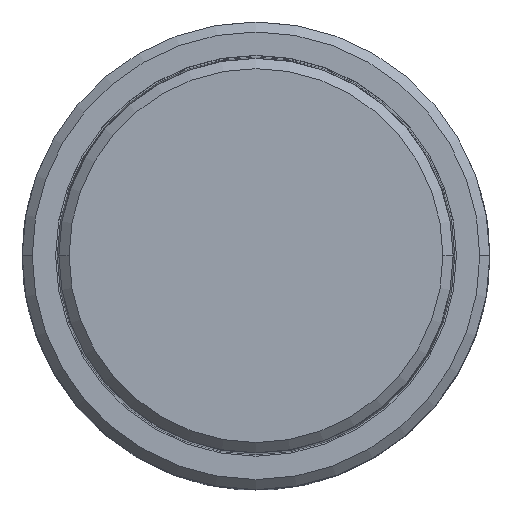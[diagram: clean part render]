
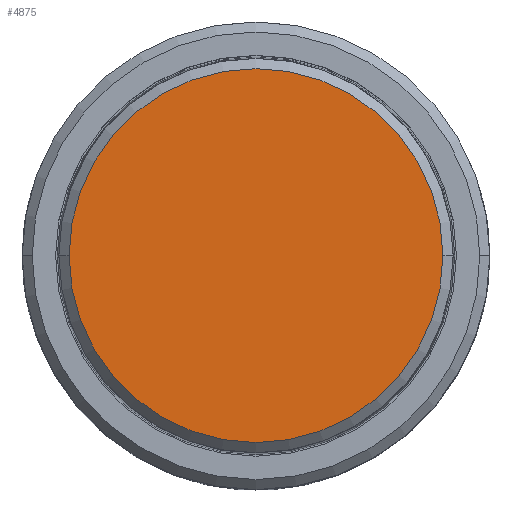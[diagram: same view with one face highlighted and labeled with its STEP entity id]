
A CAD part, top view. The second image highlights one B-rep face of the part: STEP entity #4875.
In plain terms, the highlighted planar face has unit normal (0, 0, 1).
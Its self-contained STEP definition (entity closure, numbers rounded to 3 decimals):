
#321 = PLANE ( 'NONE',  #892 ) ;
#340 = AXIS2_PLACEMENT_3D ( 'NONE', #5183, #1824, #3666 ) ;
#513 = ORIENTED_EDGE ( 'NONE', *, *, #2520, .T. ) ;
#844 = DIRECTION ( 'NONE',  ( 0., 0., 1. ) ) ;
#849 = EDGE_LOOP ( 'NONE', ( #513, #1889 ) ) ;
#892 = AXIS2_PLACEMENT_3D ( 'NONE', #2149, #4001, #5885 ) ;
#972 = CARTESIAN_POINT ( 'NONE',  ( 5.597, 0., 4.7 ) ) ;
#1276 = VERTEX_POINT ( 'NONE', #4629 ) ;
#1508 = EDGE_CURVE ( 'NONE', #3348, #1276, #2366, .T. ) ;
#1824 = DIRECTION ( 'NONE',  ( 0., 0., 1. ) ) ;
#1889 = ORIENTED_EDGE ( 'NONE', *, *, #1508, .T. ) ;
#2149 = CARTESIAN_POINT ( 'NONE',  ( -5.664, -5.664, 4.7 ) ) ;
#2366 = CIRCLE ( 'NONE', #5800, 5.597 ) ;
#2520 = EDGE_CURVE ( 'NONE', #1276, #3348, #3696, .T. ) ;
#2679 = DIRECTION ( 'NONE',  ( -1., 0., 0. ) ) ;
#3348 = VERTEX_POINT ( 'NONE', #972 ) ;
#3666 = DIRECTION ( 'NONE',  ( -1., 0., 0. ) ) ;
#3696 = CIRCLE ( 'NONE', #340, 5.597 ) ;
#4001 = DIRECTION ( 'NONE',  ( 0., 0., 1. ) ) ;
#4457 = FACE_OUTER_BOUND ( 'NONE', #849, .T. ) ;
#4629 = CARTESIAN_POINT ( 'NONE',  ( -5.597, 0., 4.7 ) ) ;
#4875 = ADVANCED_FACE ( 'NONE', ( #4457 ), #321, .T. ) ;
#5001 = CARTESIAN_POINT ( 'NONE',  ( 0., 0., 4.7 ) ) ;
#5183 = CARTESIAN_POINT ( 'NONE',  ( 0., 0., 4.7 ) ) ;
#5800 = AXIS2_PLACEMENT_3D ( 'NONE', #5001, #844, #2679 ) ;
#5885 = DIRECTION ( 'NONE',  ( 1., 0., 0. ) ) ;
